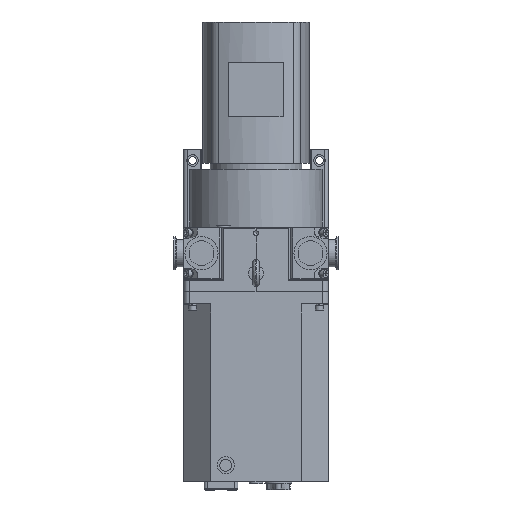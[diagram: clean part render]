
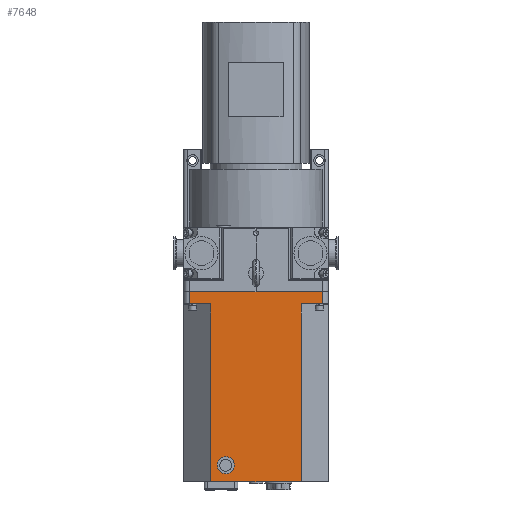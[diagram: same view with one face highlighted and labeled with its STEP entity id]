
A CAD part, top view. The second image highlights one B-rep face of the part: STEP entity #7648.
In plain terms, the highlighted planar face has unit normal (0, 0, 1).
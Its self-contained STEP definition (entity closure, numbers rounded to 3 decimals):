
#1246=CARTESIAN_POINT('',(-75.,-368.,145.));
#1247=VERTEX_POINT('',#1246);
#1645=CARTESIAN_POINT('',(75.,-368.,145.));
#1646=VERTEX_POINT('',#1645);
#1653=CARTESIAN_POINT('',(-75.,-368.,145.));
#1654=DIRECTION('',(1.0,0.0,0.0));
#1655=VECTOR('',#1654,150.);
#1656=LINE('',#1653,#1655);
#1657=EDGE_CURVE('',#1247,#1646,#1656,.T.);
#1878=CARTESIAN_POINT('',(0.0,-54.,145.));
#1879=VERTEX_POINT('',#1878);
#1886=CARTESIAN_POINT('',(110.,-54.,145.0));
#1887=VERTEX_POINT('',#1886);
#1888=CARTESIAN_POINT('',(110.,-54.,145.0));
#1889=DIRECTION('',(-1.0,0.0,0.0));
#1890=VECTOR('',#1889,110.);
#1891=LINE('',#1888,#1890);
#1892=EDGE_CURVE('',#1879,#1887,#1891,.F.);
#1945=CARTESIAN_POINT('',(-110.,-54.,145.));
#1946=VERTEX_POINT('',#1945);
#1954=CARTESIAN_POINT('',(0.0,-54.,145.));
#1955=DIRECTION('',(-1.0,0.0,0.0));
#1956=VECTOR('',#1955,110.);
#1957=LINE('',#1954,#1956);
#1958=EDGE_CURVE('',#1946,#1879,#1957,.F.);
#7563=CARTESIAN_POINT('',(110.,-74.,145.0));
#7564=VERTEX_POINT('',#7563);
#7565=CARTESIAN_POINT('',(110.,-54.,145.0));
#7566=DIRECTION('',(0.0,-1.0,0.0));
#7567=VECTOR('',#7566,20.0);
#7568=LINE('',#7565,#7567);
#7569=EDGE_CURVE('',#1887,#7564,#7568,.T.);
#7590=CARTESIAN_POINT('',(-120.,-54.,145.));
#7591=DIRECTION('',(0.0,0.0,1.0));
#7592=DIRECTION('',(0.0,1.0,0.0));
#7593=AXIS2_PLACEMENT_3D('',#7590,#7591,#7592);
#7594=PLANE('',#7593);
#7595=CARTESIAN_POINT('',(75.,-74.,145.));
#7596=VERTEX_POINT('',#7595);
#7597=CARTESIAN_POINT('',(75.,-368.,145.0));
#7598=DIRECTION('',(0.0,1.0,0.0));
#7599=VECTOR('',#7598,294.0);
#7600=LINE('',#7597,#7599);
#7601=EDGE_CURVE('',#1646,#7596,#7600,.T.);
#7602=ORIENTED_EDGE('',*,*,#7601,.T.);
#7603=CARTESIAN_POINT('',(110.,-74.,145.0));
#7604=DIRECTION('',(-1.0,0.0,0.0));
#7605=VECTOR('',#7604,35.);
#7606=LINE('',#7603,#7605);
#7607=EDGE_CURVE('',#7564,#7596,#7606,.T.);
#7608=ORIENTED_EDGE('',*,*,#7607,.F.);
#7609=ORIENTED_EDGE('',*,*,#7569,.F.);
#7610=ORIENTED_EDGE('',*,*,#1892,.F.);
#7611=ORIENTED_EDGE('',*,*,#1958,.F.);
#7612=CARTESIAN_POINT('',(-110.,-74.,145.));
#7613=VERTEX_POINT('',#7612);
#7614=CARTESIAN_POINT('',(-110.,-74.,145.));
#7615=DIRECTION('',(0.0,1.0,0.0));
#7616=VECTOR('',#7615,20.0);
#7617=LINE('',#7614,#7616);
#7618=EDGE_CURVE('',#7613,#1946,#7617,.T.);
#7619=ORIENTED_EDGE('',*,*,#7618,.F.);
#7620=CARTESIAN_POINT('',(-75.,-74.,145.));
#7621=VERTEX_POINT('',#7620);
#7622=CARTESIAN_POINT('',(-75.,-74.,145.));
#7623=DIRECTION('',(-1.0,0.0,0.0));
#7624=VECTOR('',#7623,35.);
#7625=LINE('',#7622,#7624);
#7626=EDGE_CURVE('',#7621,#7613,#7625,.T.);
#7627=ORIENTED_EDGE('',*,*,#7626,.F.);
#7628=CARTESIAN_POINT('',(-75.,-368.,145.));
#7629=DIRECTION('',(0.0,1.0,0.0));
#7630=VECTOR('',#7629,294.0);
#7631=LINE('',#7628,#7630);
#7632=EDGE_CURVE('',#1247,#7621,#7631,.T.);
#7633=ORIENTED_EDGE('',*,*,#7632,.F.);
#7634=ORIENTED_EDGE('',*,*,#1657,.T.);
#7635=EDGE_LOOP('',(#7602,#7608,#7609,#7610,#7611,#7619,#7627,#7633,#7634));
#7636=FACE_OUTER_BOUND('',#7635,.T.);
#7637=CARTESIAN_POINT('',(-64.05,-341.,145.));
#7638=VERTEX_POINT('',#7637);
#7639=CARTESIAN_POINT('',(-50.,-341.,145.));
#7640=DIRECTION('',(0.0,0.0,1.0));
#7641=DIRECTION('',(-1.0,0.0,0.0));
#7642=AXIS2_PLACEMENT_3D('',#7639,#7640,#7641);
#7643=CIRCLE('',#7642,14.05);
#7644=EDGE_CURVE('',#7638,#7638,#7643,.T.);
#7645=ORIENTED_EDGE('',*,*,#7644,.F.);
#7646=EDGE_LOOP('',(#7645));
#7647=FACE_BOUND('',#7646,.T.);
#7648=ADVANCED_FACE('',(#7636,#7647),#7594,.T.);
